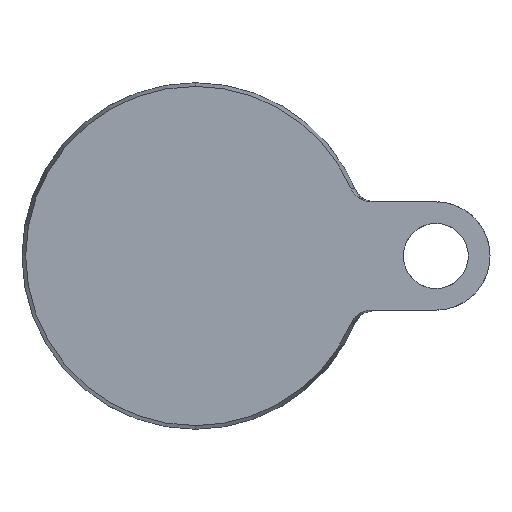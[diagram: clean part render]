
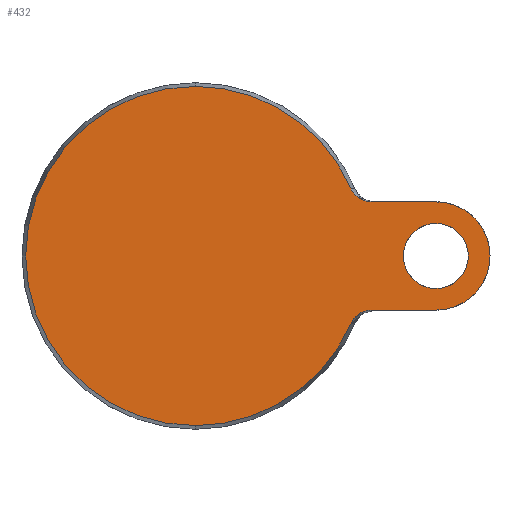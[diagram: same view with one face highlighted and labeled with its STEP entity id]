
A CAD part, front view. The second image highlights one B-rep face of the part: STEP entity #432.
In plain terms, the highlighted planar face has unit normal (0, -1, 0).
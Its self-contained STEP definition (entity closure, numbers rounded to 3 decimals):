
#22 = CARTESIAN_POINT ( 'NONE',  ( 55.5, 0., -12.5 ) ) ;
#28 = LINE ( 'NONE', #771, #291 ) ;
#49 = AXIS2_PLACEMENT_3D ( 'NONE', #1575, #1430, #205 ) ;
#51 = CIRCLE ( 'NONE', #129, 7.5 ) ;
#56 = EDGE_LOOP ( 'NONE', ( #1194, #1287, #1567, #1129, #59, #174, #405, #745 ) ) ;
#59 = ORIENTED_EDGE ( 'NONE', *, *, #559, .T. ) ;
#60 = CARTESIAN_POINT ( 'NONE',  ( 36.388, 0., 14.659 ) ) ;
#99 = DIRECTION ( 'NONE',  ( 0., 0., 1. ) ) ;
#120 = EDGE_CURVE ( 'NONE', #792, #138, #912, .T. ) ;
#129 = AXIS2_PLACEMENT_3D ( 'NONE', #470, #590, #1088 ) ;
#135 = B_SPLINE_CURVE_WITH_KNOTS ( 'NONE', 3,
 ( #545, #1553, #1187, #936, #1448, #1424, #1441, #1559, #431, #173, #797, #60, #456, #309 ),
 .UNSPECIFIED., .F., .F.,
 ( 4, 2, 2, 2, 2, 2, 4 ),
 ( 0., 0.001, 0.002, 0.003, 0.004, 0.004, 0.006 ),
 .UNSPECIFIED. ) ;
#138 = VERTEX_POINT ( 'NONE', #1277 ) ;
#140 = CARTESIAN_POINT ( 'NONE',  ( -39.143, 0., 0. ) ) ;
#148 = DIRECTION ( 'NONE',  ( 0., 1., 0. ) ) ;
#173 = CARTESIAN_POINT ( 'NONE',  ( 37.032, 0., 13.927 ) ) ;
#174 = ORIENTED_EDGE ( 'NONE', *, *, #687, .T. ) ;
#205 = DIRECTION ( 'NONE',  ( 0., 0., -1. ) ) ;
#226 = CARTESIAN_POINT ( 'NONE',  ( 0., 0., -39.143 ) ) ;
#230 = FACE_OUTER_BOUND ( 'NONE', #56, .T. ) ;
#237 = AXIS2_PLACEMENT_3D ( 'NONE', #1600, #985, #244 ) ;
#244 = DIRECTION ( 'NONE',  ( 0., 0., -1. ) ) ;
#291 = VECTOR ( 'NONE', #1619, 1000. ) ;
#295 = AXIS2_PLACEMENT_3D ( 'NONE', #140, #148, #1274 ) ;
#301 = CARTESIAN_POINT ( 'NONE',  ( 55.5, 0., 7.5 ) ) ;
#309 = CARTESIAN_POINT ( 'NONE',  ( 35.928, 0., 15.535 ) ) ;
#393 = VERTEX_POINT ( 'NONE', #1003 ) ;
#405 = ORIENTED_EDGE ( 'NONE', *, *, #120, .F. ) ;
#430 = VERTEX_POINT ( 'NONE', #1341 ) ;
#431 = CARTESIAN_POINT ( 'NONE',  ( 37.4, 0., 13.603 ) ) ;
#432 = ADVANCED_FACE ( 'NONE', ( #230, #721 ), #601, .F. ) ;
#436 = EDGE_LOOP ( 'NONE', ( #1271, #1449 ) ) ;
#456 = CARTESIAN_POINT ( 'NONE',  ( 36.124, 0., 15.081 ) ) ;
#461 = DIRECTION ( 'NONE',  ( 0., 0., -1. ) ) ;
#470 = CARTESIAN_POINT ( 'NONE',  ( 55.5, 0., 0. ) ) ;
#474 = CARTESIAN_POINT ( 'NONE',  ( 39.592, 0., -12.572 ) ) ;
#485 = DIRECTION ( 'NONE',  ( 0., 1., 0. ) ) ;
#545 = CARTESIAN_POINT ( 'NONE',  ( 40.579, 0., 12.5 ) ) ;
#556 = AXIS2_PLACEMENT_3D ( 'NONE', #716, #976, #1452 ) ;
#559 = EDGE_CURVE ( 'NONE', #1038, #1188, #990, .T. ) ;
#590 = DIRECTION ( 'NONE',  ( 0., 1., 0. ) ) ;
#601 = PLANE ( 'NONE',  #295 ) ;
#607 = CARTESIAN_POINT ( 'NONE',  ( 37.031, 0., -13.929 ) ) ;
#609 = VERTEX_POINT ( 'NONE', #1610 ) ;
#622 = CARTESIAN_POINT ( 'NONE',  ( 36.124, 0., -15.081 ) ) ;
#670 = DIRECTION ( 'NONE',  ( -1., 0., 0. ) ) ;
#687 = EDGE_CURVE ( 'NONE', #1188, #138, #1500, .T. ) ;
#700 = EDGE_CURVE ( 'NONE', #885, #393, #946, .T. ) ;
#703 = CIRCLE ( 'NONE', #49, 39.143 ) ;
#716 = CARTESIAN_POINT ( 'NONE',  ( 55.5, 0., 0. ) ) ;
#721 = FACE_BOUND ( 'NONE', #436, .T. ) ;
#723 = DIRECTION ( 'NONE',  ( 0., -1., 0. ) ) ;
#727 = CARTESIAN_POINT ( 'NONE',  ( 38.218, 0., -13.072 ) ) ;
#732 = EDGE_CURVE ( 'NONE', #1235, #430, #1020, .T. ) ;
#745 = ORIENTED_EDGE ( 'NONE', *, *, #1504, .F. ) ;
#771 = CARTESIAN_POINT ( 'NONE',  ( 15., 0., 12.5 ) ) ;
#792 = VERTEX_POINT ( 'NONE', #22 ) ;
#797 = CARTESIAN_POINT ( 'NONE',  ( 36.861, 0., 14.101 ) ) ;
#837 = CARTESIAN_POINT ( 'NONE',  ( 37.591, 0., -13.458 ) ) ;
#853 = CARTESIAN_POINT ( 'NONE',  ( 36.857, 0., -14.106 ) ) ;
#866 = EDGE_CURVE ( 'NONE', #1291, #1235, #135, .T. ) ;
#874 = CARTESIAN_POINT ( 'NONE',  ( 38.891, 0., -12.781 ) ) ;
#885 = VERTEX_POINT ( 'NONE', #301 ) ;
#897 = VECTOR ( 'NONE', #670, 1000. ) ;
#912 = LINE ( 'NONE', #1400, #897 ) ;
#921 = AXIS2_PLACEMENT_3D ( 'NONE', #1365, #485, #99 ) ;
#924 = EDGE_CURVE ( 'NONE', #430, #1038, #703, .T. ) ;
#936 = CARTESIAN_POINT ( 'NONE',  ( 38.897, 0., 12.778 ) ) ;
#946 = CIRCLE ( 'NONE', #921, 7.5 ) ;
#976 = DIRECTION ( 'NONE',  ( 0., 1., 0. ) ) ;
#980 = CARTESIAN_POINT ( 'NONE',  ( 40.085, 0., -12.5 ) ) ;
#985 = DIRECTION ( 'NONE',  ( 0., -1., 0. ) ) ;
#990 = CIRCLE ( 'NONE', #1415, 39.143 ) ;
#1003 = CARTESIAN_POINT ( 'NONE',  ( 55.5, 0., -7.5 ) ) ;
#1020 = CIRCLE ( 'NONE', #237, 39.143 ) ;
#1038 = VERTEX_POINT ( 'NONE', #226 ) ;
#1088 = DIRECTION ( 'NONE',  ( 0., 0., 1. ) ) ;
#1109 = CARTESIAN_POINT ( 'NONE',  ( 37.397, 0., -13.606 ) ) ;
#1129 = ORIENTED_EDGE ( 'NONE', *, *, #924, .T. ) ;
#1144 = EDGE_CURVE ( 'NONE', #1291, #609, #28, .T. ) ;
#1187 = CARTESIAN_POINT ( 'NONE',  ( 39.603, 0., 12.57 ) ) ;
#1188 = VERTEX_POINT ( 'NONE', #1246 ) ;
#1190 = CARTESIAN_POINT ( 'NONE',  ( 40.579, 0., 12.5 ) ) ;
#1194 = ORIENTED_EDGE ( 'NONE', *, *, #1144, .F. ) ;
#1235 = VERTEX_POINT ( 'NONE', #1416 ) ;
#1246 = CARTESIAN_POINT ( 'NONE',  ( 35.928, 0., -15.535 ) ) ;
#1271 = ORIENTED_EDGE ( 'NONE', *, *, #1432, .T. ) ;
#1274 = DIRECTION ( 'NONE',  ( 0., 0., 1. ) ) ;
#1277 = CARTESIAN_POINT ( 'NONE',  ( 40.579, 0., -12.5 ) ) ;
#1287 = ORIENTED_EDGE ( 'NONE', *, *, #866, .T. ) ;
#1291 = VERTEX_POINT ( 'NONE', #1190 ) ;
#1332 = CARTESIAN_POINT ( 'NONE',  ( 40.579, 0., -12.5 ) ) ;
#1341 = CARTESIAN_POINT ( 'NONE',  ( 0., 0., 39.143 ) ) ;
#1343 = CARTESIAN_POINT ( 'NONE',  ( 0., 0., 0. ) ) ;
#1346 = CARTESIAN_POINT ( 'NONE',  ( 38., 0., -13.192 ) ) ;
#1365 = CARTESIAN_POINT ( 'NONE',  ( 55.5, 0., 0. ) ) ;
#1400 = CARTESIAN_POINT ( 'NONE',  ( 15., 0., -12.5 ) ) ;
#1415 = AXIS2_PLACEMENT_3D ( 'NONE', #1343, #723, #461 ) ;
#1416 = CARTESIAN_POINT ( 'NONE',  ( 35.928, 0., 15.535 ) ) ;
#1424 = CARTESIAN_POINT ( 'NONE',  ( 38.221, 0., 13.07 ) ) ;
#1430 = DIRECTION ( 'NONE',  ( 0., -1., 0. ) ) ;
#1432 = EDGE_CURVE ( 'NONE', #393, #885, #51, .T. ) ;
#1441 = CARTESIAN_POINT ( 'NONE',  ( 38.008, 0., 13.187 ) ) ;
#1448 = CARTESIAN_POINT ( 'NONE',  ( 38.665, 0., 12.866 ) ) ;
#1449 = ORIENTED_EDGE ( 'NONE', *, *, #700, .T. ) ;
#1452 = DIRECTION ( 'NONE',  ( 0., 0., -1. ) ) ;
#1475 = CARTESIAN_POINT ( 'NONE',  ( 38.663, 0., -12.866 ) ) ;
#1500 = B_SPLINE_CURVE_WITH_KNOTS ( 'NONE', 3,
 ( #1590, #622, #1624, #853, #607, #1109, #837, #1346, #727, #1475, #874, #474, #980, #1332 ),
 .UNSPECIFIED., .F., .F.,
 ( 4, 2, 2, 2, 2, 2, 4 ),
 ( 0., 0.001, 0.002, 0.003, 0.004, 0.004, 0.006 ),
 .UNSPECIFIED. ) ;
#1504 = EDGE_CURVE ( 'NONE', #609, #792, #1625, .T. ) ;
#1553 = CARTESIAN_POINT ( 'NONE',  ( 40.085, 0., 12.5 ) ) ;
#1559 = CARTESIAN_POINT ( 'NONE',  ( 37.598, 0., 13.453 ) ) ;
#1567 = ORIENTED_EDGE ( 'NONE', *, *, #732, .T. ) ;
#1575 = CARTESIAN_POINT ( 'NONE',  ( 0., 0., 0. ) ) ;
#1590 = CARTESIAN_POINT ( 'NONE',  ( 35.928, 0., -15.535 ) ) ;
#1600 = CARTESIAN_POINT ( 'NONE',  ( 0., 0., 0. ) ) ;
#1610 = CARTESIAN_POINT ( 'NONE',  ( 55.5, 0., 12.5 ) ) ;
#1619 = DIRECTION ( 'NONE',  ( 1., 0., 0. ) ) ;
#1624 = CARTESIAN_POINT ( 'NONE',  ( 36.381, 0., -14.668 ) ) ;
#1625 = CIRCLE ( 'NONE', #556, 12.5 ) ;
